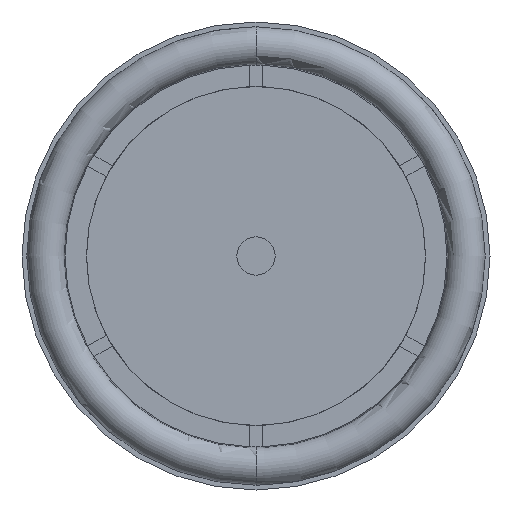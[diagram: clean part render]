
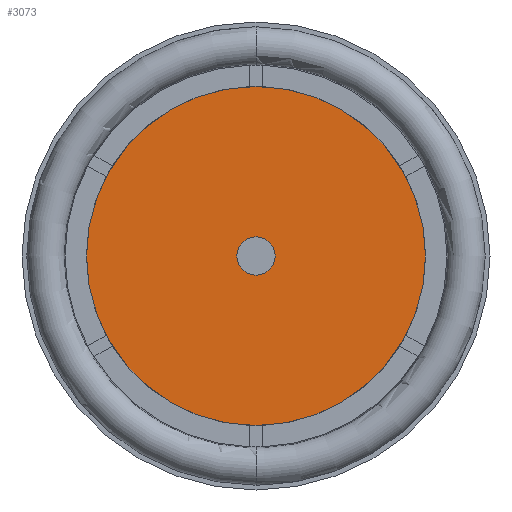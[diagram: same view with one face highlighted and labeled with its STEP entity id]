
A CAD part, front view. The second image highlights one B-rep face of the part: STEP entity #3073.
In plain terms, the highlighted planar face has unit normal (0, -1, 0).
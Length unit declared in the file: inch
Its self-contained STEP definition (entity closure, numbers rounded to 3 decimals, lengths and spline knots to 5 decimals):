
#1551 = DIRECTION ( 'NONE',  ( 0., -1., 0. ) ) ;
#1552 = CARTESIAN_POINT ( 'NONE',  ( 0., -0.23, 0. ) ) ;
#1553 = AXIS2_PLACEMENT_3D ( 'NONE', #1552, #1551, #1614 ) ;
#1554 = CIRCLE ( 'NONE', #1553, 0.1775 ) ;
#1555 = DIRECTION ( 'NONE',  ( 0., 0., -1. ) ) ;
#1556 = DIRECTION ( 'NONE',  ( 0., -1., 0. ) ) ;
#1557 = CARTESIAN_POINT ( 'NONE',  ( 0., -0.23, 0. ) ) ;
#1558 = AXIS2_PLACEMENT_3D ( 'NONE', #1557, #1556, #1555 ) ;
#1559 = PLANE ( 'NONE',  #1558 ) ;
#1560 = FACE_BOUND ( 'NONE', #3078, .T. ) ;
#1561 = FACE_OUTER_BOUND ( 'NONE', #3074, .T. ) ;
#1609 = DIRECTION ( 'NONE',  ( 0., 0., -1. ) ) ;
#1610 = DIRECTION ( 'NONE',  ( 0., -1., 0. ) ) ;
#1611 = CARTESIAN_POINT ( 'NONE',  ( 0., -0.23, 0. ) ) ;
#1612 = AXIS2_PLACEMENT_3D ( 'NONE', #1611, #1610, #1609 ) ;
#1613 = CIRCLE ( 'NONE', #1612, 0.02 ) ;
#1614 = DIRECTION ( 'NONE',  ( 0., 0., -1. ) ) ;
#2143 = CARTESIAN_POINT ( 'NONE',  ( 0., -0.23, -0.02 ) ) ;
#2444 = CARTESIAN_POINT ( 'NONE',  ( 0., -0.23, 0.02 ) ) ;
#2445 = DIRECTION ( 'NONE',  ( 0., 0., -1. ) ) ;
#2446 = DIRECTION ( 'NONE',  ( 0., -1., 0. ) ) ;
#2447 = CARTESIAN_POINT ( 'NONE',  ( 0., -0.23, 0. ) ) ;
#2448 = AXIS2_PLACEMENT_3D ( 'NONE', #2447, #2446, #2445 ) ;
#2449 = CIRCLE ( 'NONE', #2448, 0.02 ) ;
#2632 = CARTESIAN_POINT ( 'NONE',  ( 0., -0.23, -0.1775 ) ) ;
#2704 = CARTESIAN_POINT ( 'NONE',  ( 0., -0.23, 0.1775 ) ) ;
#2812 = DIRECTION ( 'NONE',  ( 0., 0., -1. ) ) ;
#2813 = DIRECTION ( 'NONE',  ( 0., -1., 0. ) ) ;
#2814 = CARTESIAN_POINT ( 'NONE',  ( 0., -0.23, 0. ) ) ;
#2815 = AXIS2_PLACEMENT_3D ( 'NONE', #2814, #2813, #2812 ) ;
#2819 = CIRCLE ( 'NONE', #2815, 0.1775 ) ;
#3073 = ADVANCED_FACE ( 'NONE', ( #1561, #1560 ), #1559, .T. ) ;
#3074 = EDGE_LOOP ( 'NONE', ( #3075, #3077 ) ) ;
#3075 = ORIENTED_EDGE ( 'NONE', *, *, #3076, .T. ) ;
#3076 = EDGE_CURVE ( 'NONE', #3575, #3574, #1554, .T. ) ;
#3077 = ORIENTED_EDGE ( 'NONE', *, *, #3683, .T. ) ;
#3078 = EDGE_LOOP ( 'NONE', ( #3079, #3081 ) ) ;
#3079 = ORIENTED_EDGE ( 'NONE', *, *, #3080, .F. ) ;
#3080 = EDGE_CURVE ( 'NONE', #3554, #3272, #1613, .T. ) ;
#3081 = ORIENTED_EDGE ( 'NONE', *, *, #3553, .F. ) ;
#3272 = VERTEX_POINT ( 'NONE', #2143 ) ;
#3553 = EDGE_CURVE ( 'NONE', #3272, #3554, #2449, .T. ) ;
#3554 = VERTEX_POINT ( 'NONE', #2444 ) ;
#3574 = VERTEX_POINT ( 'NONE', #2704 ) ;
#3575 = VERTEX_POINT ( 'NONE', #2632 ) ;
#3683 = EDGE_CURVE ( 'NONE', #3574, #3575, #2819, .T. ) ;
